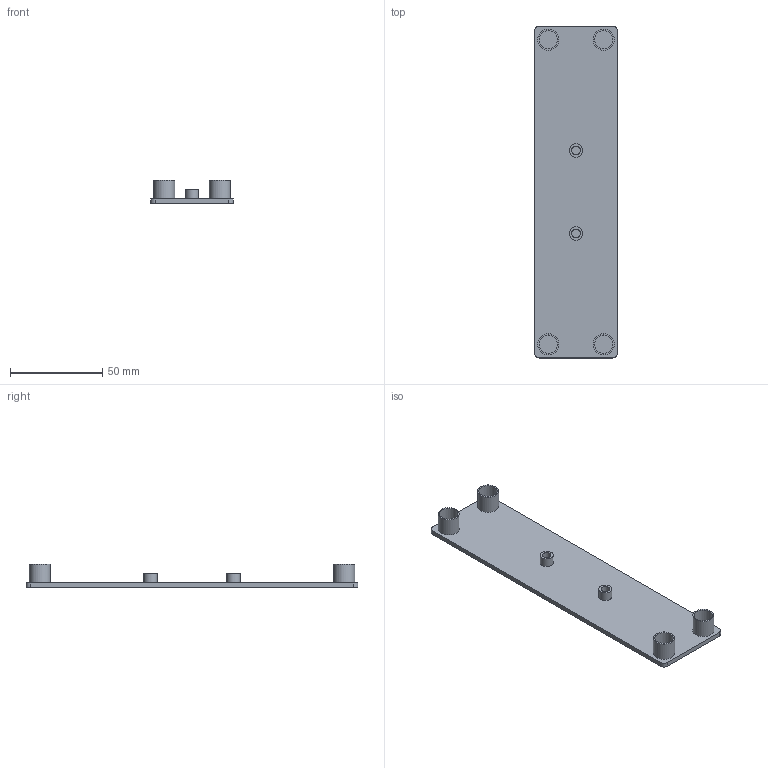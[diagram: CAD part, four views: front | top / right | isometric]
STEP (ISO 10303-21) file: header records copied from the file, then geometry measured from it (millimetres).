
FILE_DESCRIPTION(/* description */ ('TAPPO 45X180 10CAVE NERO'),/* implementation_level */ '2;1');
FILE_NAME(/* name */ 'DTPTR0000047.stp',/* time_stamp */ '2022-07-07T17:03:05+02:00',/* author */ ('tecnico7'),/* organization */ (''),/* preprocessor_version */ 'ST-DEVELOPER v18.1',/* originating_system */ 'Autodesk Inventor 2022',/* authorisation */ '');
FILE_SCHEMA (('AUTOMOTIVE_DESIGN { 1 0 10303 214 3 1 1 }'));
Length unit declared in the file: millimetre
Products named in the file (1): PROAC070-0
Bounding box: 45 x 180 x 12.5 mm (x, y, z)
Volume: 21483.4 mm3; surface area: 20379.1 mm2
Topology: 1 solids, 1 shells, 34 faces, 60 edges, 40 vertices
Faces by surface type: plane 18, cylinder 16
Full cylindrical faces by diameter (mm): 4.7 x2, 7.2 x2, 10 x4, 11.5 x4
Entity records: 922 total; most frequent: DIRECTION 162, CARTESIAN_POINT 135, ORIENTED_EDGE 120, AXIS2_PLACEMENT_3D 67, EDGE_CURVE 60, EDGE_LOOP 46, VERTEX_POINT 40, STYLED_ITEM 35
